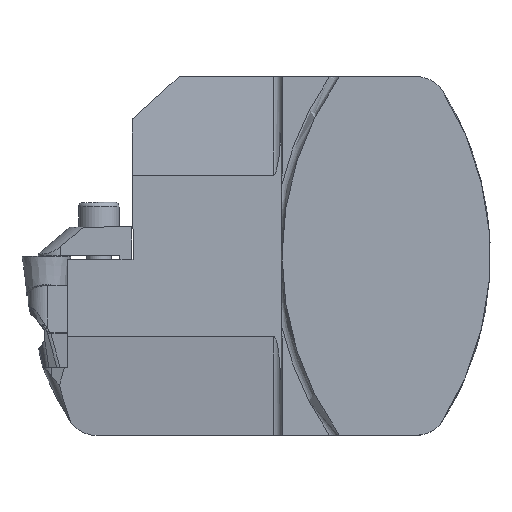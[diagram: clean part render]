
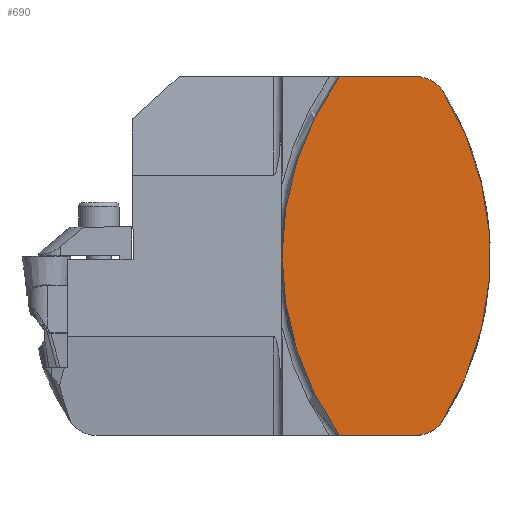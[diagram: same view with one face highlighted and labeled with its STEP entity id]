
A CAD part, top view. The second image highlights one B-rep face of the part: STEP entity #690.
In plain terms, the highlighted planar face has unit normal (0, 0, 1).
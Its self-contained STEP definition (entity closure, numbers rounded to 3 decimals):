
#254=PLANE('',#2005);
#322=FACE_OUTER_BOUND('',#835,.T.);
#389=LINE('',#2674,#525);
#396=LINE('',#2710,#532);
#525=VECTOR('',#2151,1.);
#532=VECTOR('',#2162,1.);
#690=ADVANCED_FACE('',(#322),#254,.T.);
#835=EDGE_LOOP('',(#1161,#1162,#1163,#1164,#1165,#1166));
#1161=ORIENTED_EDGE('',*,*,#1604,.F.);
#1162=ORIENTED_EDGE('',*,*,#1598,.T.);
#1163=ORIENTED_EDGE('',*,*,#1606,.F.);
#1164=ORIENTED_EDGE('',*,*,#1588,.T.);
#1165=ORIENTED_EDGE('',*,*,#1608,.F.);
#1166=ORIENTED_EDGE('',*,*,#1579,.F.);
#1413=VERTEX_POINT('',#2673);
#1414=VERTEX_POINT('',#2675);
#1422=VERTEX_POINT('',#2711);
#1423=VERTEX_POINT('',#2712);
#1432=VERTEX_POINT('',#2750);
#1433=VERTEX_POINT('',#2751);
#1579=EDGE_CURVE('',#1413,#1414,#389,.T.);
#1588=EDGE_CURVE('',#1422,#1423,#396,.T.);
#1598=EDGE_CURVE('',#1432,#1433,#1807,.T.);
#1604=EDGE_CURVE('',#1432,#1413,#1808,.T.);
#1606=EDGE_CURVE('',#1422,#1433,#1809,.T.);
#1608=EDGE_CURVE('',#1414,#1423,#1810,.T.);
#1807=CIRCLE('',#1930,60.25);
#1808=CIRCLE('',#1935,6.);
#1809=CIRCLE('',#1938,6.);
#1810=CIRCLE('',#1941,60.25);
#1930=AXIS2_PLACEMENT_3D('',#2749,#2174,#2175);
#1935=AXIS2_PLACEMENT_3D('',#2762,#2186,#2187);
#1938=AXIS2_PLACEMENT_3D('',#2765,#2192,#2193);
#1941=AXIS2_PLACEMENT_3D('',#2768,#2198,#2199);
#2005=AXIS2_PLACEMENT_3D('',#3077,#2387,#2388);
#2151=DIRECTION('',(-1.,0.,0.));
#2162=DIRECTION('',(-1.,0.,0.));
#2174=DIRECTION('',(0.,0.,1.));
#2175=DIRECTION('',(1.,0.,0.));
#2186=DIRECTION('',(0.,0.,-1.));
#2187=DIRECTION('',(1.,0.,0.));
#2192=DIRECTION('',(0.,0.,-1.));
#2193=DIRECTION('',(1.,0.,0.));
#2198=DIRECTION('',(0.,0.,-1.));
#2199=DIRECTION('',(1.,0.,0.));
#2387=DIRECTION('',(0.,0.,1.));
#2388=DIRECTION('',(1.,0.,0.));
#2673=CARTESIAN_POINT('',(5.998,-35.,0.));
#2674=CARTESIAN_POINT('',(-65.238,-35.,0.));
#2675=CARTESIAN_POINT('',(-9.041,-35.,0.));
#2710=CARTESIAN_POINT('',(-65.238,35.,0.));
#2711=CARTESIAN_POINT('',(5.998,35.,0.));
#2712=CARTESIAN_POINT('',(-9.041,35.,0.));
#2749=CARTESIAN_POINT('',(-39.85,0.,0.));
#2750=CARTESIAN_POINT('',(11.069,-32.207,0.));
#2751=CARTESIAN_POINT('',(11.069,32.207,0.));
#2762=CARTESIAN_POINT('',(5.998,-29.,0.));
#2765=CARTESIAN_POINT('',(5.998,29.,0.));
#2768=CARTESIAN_POINT('',(40.,0.,0.));
#3077=CARTESIAN_POINT('',(0.,0.,0.));
